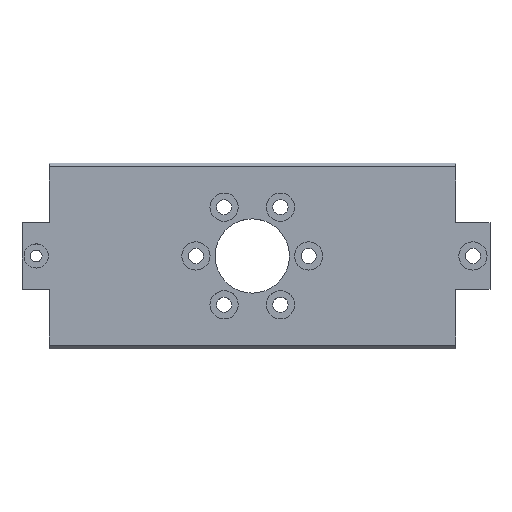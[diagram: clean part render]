
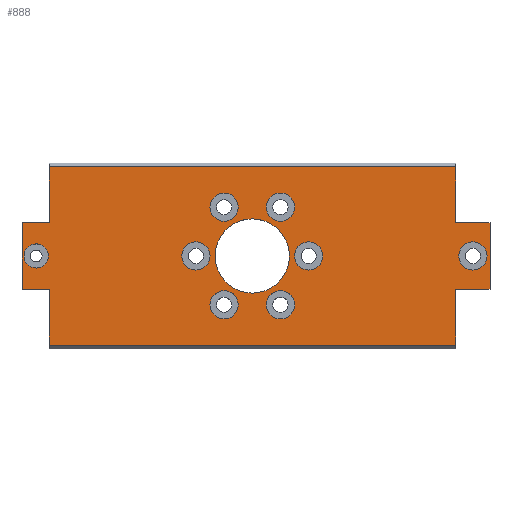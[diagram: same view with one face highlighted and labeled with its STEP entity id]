
A CAD part, top view. The second image highlights one B-rep face of the part: STEP entity #888.
In plain terms, the highlighted planar face has unit normal (0, 0, 1).
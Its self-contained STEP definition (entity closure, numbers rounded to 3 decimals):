
#19=FACE_BOUND('',#149,.T.);
#20=FACE_BOUND('',#150,.T.);
#21=FACE_BOUND('',#151,.T.);
#22=FACE_BOUND('',#152,.T.);
#23=FACE_BOUND('',#153,.T.);
#24=FACE_BOUND('',#154,.T.);
#25=FACE_BOUND('',#155,.T.);
#26=FACE_BOUND('',#156,.T.);
#27=FACE_BOUND('',#157,.T.);
#55=PLANE('',#963);
#90=FACE_OUTER_BOUND('',#148,.T.);
#148=EDGE_LOOP('',(#670,#671,#672,#673,#674,#675,#676,#677,#678,#679,#680,
#681));
#149=EDGE_LOOP('',(#682));
#150=EDGE_LOOP('',(#683));
#151=EDGE_LOOP('',(#684));
#152=EDGE_LOOP('',(#685));
#153=EDGE_LOOP('',(#686));
#154=EDGE_LOOP('',(#687));
#155=EDGE_LOOP('',(#688));
#156=EDGE_LOOP('',(#689));
#157=EDGE_LOOP('',(#690));
#239=LINE('',#1374,#315);
#251=LINE('',#1398,#327);
#254=LINE('',#1404,#330);
#256=LINE('',#1407,#332);
#257=LINE('',#1409,#333);
#258=LINE('',#1411,#334);
#259=LINE('',#1413,#335);
#260=LINE('',#1414,#336);
#261=LINE('',#1416,#337);
#262=LINE('',#1418,#338);
#263=LINE('',#1420,#339);
#264=LINE('',#1421,#340);
#315=VECTOR('',#1088,10.);
#327=VECTOR('',#1108,10.);
#330=VECTOR('',#1113,10.);
#332=VECTOR('',#1117,10.);
#333=VECTOR('',#1118,10.);
#334=VECTOR('',#1119,10.);
#335=VECTOR('',#1120,10.);
#336=VECTOR('',#1121,10.);
#337=VECTOR('',#1122,10.);
#338=VECTOR('',#1123,10.);
#339=VECTOR('',#1124,10.);
#340=VECTOR('',#1125,10.);
#373=CIRCLE('',#948,3.8);
#379=CIRCLE('',#964,3.8);
#380=CIRCLE('',#965,3.8);
#381=CIRCLE('',#966,3.8);
#382=CIRCLE('',#967,3.8);
#383=CIRCLE('',#968,3.8);
#384=CIRCLE('',#969,3.8);
#385=CIRCLE('',#970,10.);
#386=CIRCLE('',#971,3.25);
#417=VERTEX_POINT('',#1324);
#437=VERTEX_POINT('',#1371);
#438=VERTEX_POINT('',#1373);
#445=VERTEX_POINT('',#1395);
#446=VERTEX_POINT('',#1397);
#447=VERTEX_POINT('',#1401);
#448=VERTEX_POINT('',#1403);
#449=VERTEX_POINT('',#1408);
#450=VERTEX_POINT('',#1410);
#451=VERTEX_POINT('',#1412);
#452=VERTEX_POINT('',#1415);
#453=VERTEX_POINT('',#1417);
#454=VERTEX_POINT('',#1419);
#455=VERTEX_POINT('',#1422);
#456=VERTEX_POINT('',#1424);
#457=VERTEX_POINT('',#1426);
#458=VERTEX_POINT('',#1428);
#459=VERTEX_POINT('',#1430);
#460=VERTEX_POINT('',#1432);
#461=VERTEX_POINT('',#1434);
#462=VERTEX_POINT('',#1436);
#497=EDGE_CURVE('',#417,#417,#373,.T.);
#521=EDGE_CURVE('',#438,#437,#239,.F.);
#533=EDGE_CURVE('',#446,#445,#251,.T.);
#536=EDGE_CURVE('',#448,#447,#254,.T.);
#538=EDGE_CURVE('',#447,#446,#256,.F.);
#539=EDGE_CURVE('',#445,#449,#257,.T.);
#540=EDGE_CURVE('',#450,#449,#258,.T.);
#541=EDGE_CURVE('',#450,#451,#259,.T.);
#542=EDGE_CURVE('',#451,#438,#260,.T.);
#543=EDGE_CURVE('',#437,#452,#261,.T.);
#544=EDGE_CURVE('',#452,#453,#262,.T.);
#545=EDGE_CURVE('',#454,#453,#263,.T.);
#546=EDGE_CURVE('',#454,#448,#264,.T.);
#547=EDGE_CURVE('',#455,#455,#379,.F.);
#548=EDGE_CURVE('',#456,#456,#380,.F.);
#549=EDGE_CURVE('',#457,#457,#381,.F.);
#550=EDGE_CURVE('',#458,#458,#382,.F.);
#551=EDGE_CURVE('',#459,#459,#383,.F.);
#552=EDGE_CURVE('',#460,#460,#384,.F.);
#553=EDGE_CURVE('',#461,#461,#385,.F.);
#554=EDGE_CURVE('',#462,#462,#386,.T.);
#670=ORIENTED_EDGE('',*,*,#536,.T.);
#671=ORIENTED_EDGE('',*,*,#538,.T.);
#672=ORIENTED_EDGE('',*,*,#533,.T.);
#673=ORIENTED_EDGE('',*,*,#539,.T.);
#674=ORIENTED_EDGE('',*,*,#540,.F.);
#675=ORIENTED_EDGE('',*,*,#541,.T.);
#676=ORIENTED_EDGE('',*,*,#542,.T.);
#677=ORIENTED_EDGE('',*,*,#521,.T.);
#678=ORIENTED_EDGE('',*,*,#543,.T.);
#679=ORIENTED_EDGE('',*,*,#544,.T.);
#680=ORIENTED_EDGE('',*,*,#545,.F.);
#681=ORIENTED_EDGE('',*,*,#546,.T.);
#682=ORIENTED_EDGE('',*,*,#497,.T.);
#683=ORIENTED_EDGE('',*,*,#547,.T.);
#684=ORIENTED_EDGE('',*,*,#548,.T.);
#685=ORIENTED_EDGE('',*,*,#549,.T.);
#686=ORIENTED_EDGE('',*,*,#550,.T.);
#687=ORIENTED_EDGE('',*,*,#551,.T.);
#688=ORIENTED_EDGE('',*,*,#552,.T.);
#689=ORIENTED_EDGE('',*,*,#553,.T.);
#690=ORIENTED_EDGE('',*,*,#554,.T.);
#888=ADVANCED_FACE('',(#90,#19,#20,#21,#22,#23,#24,#25,#26,#27),#55,.T.);
#948=AXIS2_PLACEMENT_3D('',#1325,#1050,#1051);
#963=AXIS2_PLACEMENT_3D('',#1406,#1115,#1116);
#964=AXIS2_PLACEMENT_3D('',#1423,#1126,#1127);
#965=AXIS2_PLACEMENT_3D('',#1425,#1128,#1129);
#966=AXIS2_PLACEMENT_3D('',#1427,#1130,#1131);
#967=AXIS2_PLACEMENT_3D('',#1429,#1132,#1133);
#968=AXIS2_PLACEMENT_3D('',#1431,#1134,#1135);
#969=AXIS2_PLACEMENT_3D('',#1433,#1136,#1137);
#970=AXIS2_PLACEMENT_3D('',#1435,#1138,#1139);
#971=AXIS2_PLACEMENT_3D('',#1437,#1140,#1141);
#1050=DIRECTION('center_axis',(0.,0.,-1.));
#1051=DIRECTION('ref_axis',(1.,0.,0.));
#1088=DIRECTION('',(0.,1.,0.));
#1108=DIRECTION('',(-1.,0.,0.));
#1113=DIRECTION('',(1.,0.,0.));
#1115=DIRECTION('center_axis',(0.,0.,1.));
#1116=DIRECTION('ref_axis',(1.,0.,0.));
#1117=DIRECTION('',(0.,-1.,0.));
#1118=DIRECTION('',(0.,1.,0.));
#1119=DIRECTION('',(1.,0.,0.));
#1120=DIRECTION('',(0.,-1.,0.));
#1121=DIRECTION('',(-1.,0.,0.));
#1122=DIRECTION('',(1.,0.,0.));
#1123=DIRECTION('',(0.,-1.,0.));
#1124=DIRECTION('',(-1.,0.,0.));
#1125=DIRECTION('',(0.,1.,0.));
#1126=DIRECTION('center_axis',(0.,0.,1.));
#1127=DIRECTION('ref_axis',(0.5,0.866,0.));
#1128=DIRECTION('center_axis',(0.,0.,1.));
#1129=DIRECTION('ref_axis',(-0.5,0.866,0.));
#1130=DIRECTION('center_axis',(0.,0.,1.));
#1131=DIRECTION('ref_axis',(-1.,0.,0.));
#1132=DIRECTION('center_axis',(0.,0.,1.));
#1133=DIRECTION('ref_axis',(-0.5,-0.866,0.));
#1134=DIRECTION('center_axis',(0.,0.,1.));
#1135=DIRECTION('ref_axis',(0.5,-0.866,0.));
#1136=DIRECTION('center_axis',(0.,0.,1.));
#1137=DIRECTION('ref_axis',(1.,0.,0.));
#1138=DIRECTION('center_axis',(0.,0.,1.));
#1139=DIRECTION('ref_axis',(-1.,0.,0.));
#1140=DIRECTION('center_axis',(0.,0.,-1.));
#1141=DIRECTION('ref_axis',(-1.,0.,0.));
#1324=CARTESIAN_POINT('',(55.6,0.,147.5));
#1325=CARTESIAN_POINT('Origin',(59.4,0.,147.5));
#1371=CARTESIAN_POINT('',(-62.,-9.,147.5));
#1373=CARTESIAN_POINT('',(-62.,9.,147.5));
#1374=CARTESIAN_POINT('',(-62.,13.,147.5));
#1395=CARTESIAN_POINT('',(54.8,9.,147.5));
#1397=CARTESIAN_POINT('',(64.,9.,147.5));
#1398=CARTESIAN_POINT('',(34.9,9.,147.5));
#1401=CARTESIAN_POINT('',(64.,-9.,147.5));
#1403=CARTESIAN_POINT('',(54.8,-9.,147.5));
#1404=CARTESIAN_POINT('',(39.5,-9.,147.5));
#1406=CARTESIAN_POINT('Origin',(15.,0.,147.5));
#1407=CARTESIAN_POINT('',(64.,-13.,147.5));
#1408=CARTESIAN_POINT('',(54.8,24.,147.5));
#1409=CARTESIAN_POINT('',(54.8,0.,147.5));
#1410=CARTESIAN_POINT('',(-54.7,24.,147.5));
#1411=CARTESIAN_POINT('',(11.9,24.,147.5));
#1412=CARTESIAN_POINT('',(-54.7,9.,147.5));
#1413=CARTESIAN_POINT('',(-54.7,0.,147.5));
#1414=CARTESIAN_POINT('',(-39.5,9.,147.5));
#1415=CARTESIAN_POINT('',(-54.7,-9.,147.5));
#1416=CARTESIAN_POINT('',(-34.9,-9.,147.5));
#1417=CARTESIAN_POINT('',(-54.7,-24.,147.5));
#1418=CARTESIAN_POINT('',(-54.7,0.,147.5));
#1419=CARTESIAN_POINT('',(54.8,-24.,147.5));
#1420=CARTESIAN_POINT('',(-19.5,-24.,147.5));
#1421=CARTESIAN_POINT('',(54.8,0.,147.5));
#1422=CARTESIAN_POINT('',(-9.49,9.855,147.5));
#1423=CARTESIAN_POINT('Origin',(-7.59,13.146,147.5));
#1424=CARTESIAN_POINT('',(-13.28,-3.291,147.5));
#1425=CARTESIAN_POINT('Origin',(-15.18,0.,
147.5));
#1426=CARTESIAN_POINT('',(-3.79,-13.146,147.5));
#1427=CARTESIAN_POINT('Origin',(-7.59,-13.146,147.5));
#1428=CARTESIAN_POINT('',(9.49,-9.855,147.5));
#1429=CARTESIAN_POINT('Origin',(7.59,-13.146,147.5));
#1430=CARTESIAN_POINT('',(13.28,3.291,147.5));
#1431=CARTESIAN_POINT('Origin',(15.18,0.,147.5));
#1432=CARTESIAN_POINT('',(3.79,13.146,147.5));
#1433=CARTESIAN_POINT('Origin',(7.59,13.146,147.5));
#1434=CARTESIAN_POINT('',(10.,0.,147.5));
#1435=CARTESIAN_POINT('Origin',(0.,0.,
147.5));
#1436=CARTESIAN_POINT('',(-54.95,0.,147.5));
#1437=CARTESIAN_POINT('Origin',(-58.2,0.,147.5));
